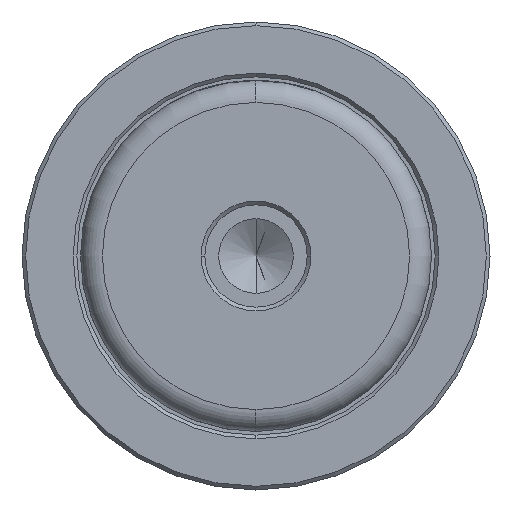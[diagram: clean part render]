
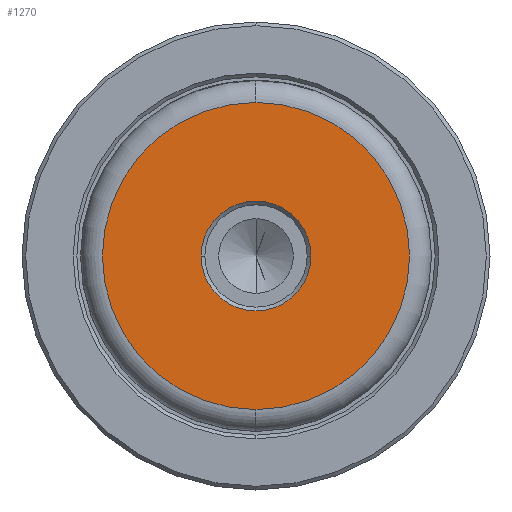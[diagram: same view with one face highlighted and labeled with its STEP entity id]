
A CAD part, left-side view. The second image highlights one B-rep face of the part: STEP entity #1270.
In plain terms, the highlighted planar face has unit normal (-1, 0, 0).
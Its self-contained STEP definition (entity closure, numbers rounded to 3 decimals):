
#33 = DIRECTION ( 'NONE',  ( 0., 0., 1. ) ) ;
#38 = CARTESIAN_POINT ( 'NONE',  ( 0., 0., 0. ) ) ;
#69 = ORIENTED_EDGE ( 'NONE', *, *, #134, .T. ) ;
#104 = AXIS2_PLACEMENT_3D ( 'NONE', #1843, #696, #2047 ) ;
#134 = EDGE_CURVE ( 'NONE', #734, #1168, #1275, .T. ) ;
#234 = ORIENTED_EDGE ( 'NONE', *, *, #1634, .T. ) ;
#271 = DIRECTION ( 'NONE',  ( -1., 0., 0. ) ) ;
#314 = EDGE_CURVE ( 'NONE', #2429, #1594, #967, .T. ) ;
#488 = EDGE_LOOP ( 'NONE', ( #700, #1697 ) ) ;
#696 = DIRECTION ( 'NONE',  ( -1., 0., 0. ) ) ;
#700 = ORIENTED_EDGE ( 'NONE', *, *, #1435, .T. ) ;
#734 = VERTEX_POINT ( 'NONE', #1197 ) ;
#821 = CARTESIAN_POINT ( 'NONE',  ( 0., 0., 0. ) ) ;
#901 = AXIS2_PLACEMENT_3D ( 'NONE', #38, #972, #1554 ) ;
#967 = CIRCLE ( 'NONE', #104, 20.997 ) ;
#972 = DIRECTION ( 'NONE',  ( -1., 0., 0. ) ) ;
#1013 = DIRECTION ( 'NONE',  ( 0., 0., 1. ) ) ;
#1124 = AXIS2_PLACEMENT_3D ( 'NONE', #821, #2180, #1013 ) ;
#1157 = DIRECTION ( 'NONE',  ( 1., 0., 0. ) ) ;
#1165 = PLANE ( 'NONE',  #901 ) ;
#1168 = VERTEX_POINT ( 'NONE', #1782 ) ;
#1179 = CIRCLE ( 'NONE', #2075, 20.997 ) ;
#1197 = CARTESIAN_POINT ( 'NONE',  ( 0., -7.5, 0. ) ) ;
#1270 = ADVANCED_FACE ( 'NONE', ( #1556, #2020 ), #1165, .T. ) ;
#1275 = CIRCLE ( 'NONE', #1124, 7.5 ) ;
#1326 = CARTESIAN_POINT ( 'NONE',  ( 0., 0., 20.997 ) ) ;
#1356 = AXIS2_PLACEMENT_3D ( 'NONE', #2329, #1157, #33 ) ;
#1388 = CARTESIAN_POINT ( 'NONE',  ( 0., 0., 0. ) ) ;
#1435 = EDGE_CURVE ( 'NONE', #1594, #2429, #1179, .T. ) ;
#1438 = EDGE_LOOP ( 'NONE', ( #69, #234 ) ) ;
#1554 = DIRECTION ( 'NONE',  ( 0., 0., 1. ) ) ;
#1556 = FACE_BOUND ( 'NONE', #1438, .T. ) ;
#1588 = DIRECTION ( 'NONE',  ( 0., 0., 1. ) ) ;
#1594 = VERTEX_POINT ( 'NONE', #1326 ) ;
#1634 = EDGE_CURVE ( 'NONE', #1168, #734, #2370, .T. ) ;
#1697 = ORIENTED_EDGE ( 'NONE', *, *, #314, .T. ) ;
#1782 = CARTESIAN_POINT ( 'NONE',  ( 0., 7.5, 0. ) ) ;
#1843 = CARTESIAN_POINT ( 'NONE',  ( 0., 0., 0. ) ) ;
#2020 = FACE_OUTER_BOUND ( 'NONE', #488, .T. ) ;
#2047 = DIRECTION ( 'NONE',  ( 0., 0., 1. ) ) ;
#2075 = AXIS2_PLACEMENT_3D ( 'NONE', #1388, #271, #1588 ) ;
#2180 = DIRECTION ( 'NONE',  ( 1., 0., 0. ) ) ;
#2301 = CARTESIAN_POINT ( 'NONE',  ( 0., 0., -20.997 ) ) ;
#2329 = CARTESIAN_POINT ( 'NONE',  ( 0., 0., 0. ) ) ;
#2370 = CIRCLE ( 'NONE', #1356, 7.5 ) ;
#2429 = VERTEX_POINT ( 'NONE', #2301 ) ;
